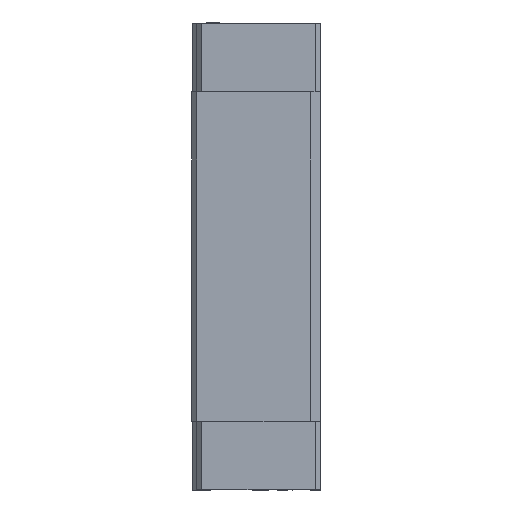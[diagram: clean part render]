
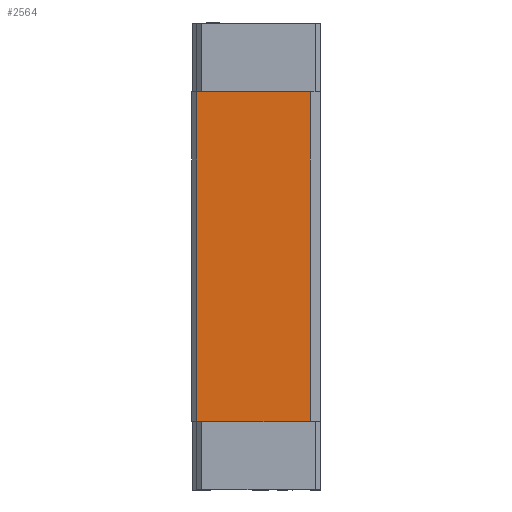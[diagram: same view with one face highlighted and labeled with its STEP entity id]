
A CAD part, left-side view. The second image highlights one B-rep face of the part: STEP entity #2564.
In plain terms, the highlighted planar face has unit normal (-1, 0, 0).
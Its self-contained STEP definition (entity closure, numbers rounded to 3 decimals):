
#2508 = VERTEX_POINT ( 'NONE', #7260 ) ;
#2509 = EDGE_CURVE ( 'NONE', #2527, #2533, #7259, .T. ) ;
#2520 = VERTEX_POINT ( 'NONE', #7312 ) ;
#2527 = VERTEX_POINT ( 'NONE', #7297 ) ;
#2533 = VERTEX_POINT ( 'NONE', #7292 ) ;
#2556 = ORIENTED_EDGE ( 'NONE', *, *, #2509, .T. ) ;
#2557 = ORIENTED_EDGE ( 'NONE', *, *, #2582, .T. ) ;
#2564 = ADVANCED_FACE ( 'NONE', ( #7323 ), #7322, .T. ) ;
#2565 = EDGE_LOOP ( 'NONE', ( #2566, #2567, #2556, #2557 ) ) ;
#2566 = ORIENTED_EDGE ( 'NONE', *, *, #2569, .T. ) ;
#2567 = ORIENTED_EDGE ( 'NONE', *, *, #2577, .T. ) ;
#2569 = EDGE_CURVE ( 'NONE', #2520, #2508, #7317, .T. ) ;
#2577 = EDGE_CURVE ( 'NONE', #2508, #2527, #7368, .T. ) ;
#2582 = EDGE_CURVE ( 'NONE', #2533, #2520, #7360, .T. ) ;
#7256 = DIRECTION ( 'NONE',  ( 0., 0., 1. ) ) ;
#7257 = VECTOR ( 'NONE', #7256, 1000. ) ;
#7258 = CARTESIAN_POINT ( 'NONE',  ( -22., -10.9, -32.6 ) ) ;
#7259 = LINE ( 'NONE', #7258, #7257 ) ;
#7260 = CARTESIAN_POINT ( 'NONE',  ( -22., 11.5, -32.6 ) ) ;
#7292 = CARTESIAN_POINT ( 'NONE',  ( -22., -10.9, 32.6 ) ) ;
#7297 = CARTESIAN_POINT ( 'NONE',  ( -22., -10.9, -32.6 ) ) ;
#7312 = CARTESIAN_POINT ( 'NONE',  ( -22., 11.5, 32.6 ) ) ;
#7314 = DIRECTION ( 'NONE',  ( 0., 0., -1. ) ) ;
#7315 = VECTOR ( 'NONE', #7314, 1000. ) ;
#7316 = CARTESIAN_POINT ( 'NONE',  ( -22., 11.5, -32.6 ) ) ;
#7317 = LINE ( 'NONE', #7316, #7315 ) ;
#7318 = DIRECTION ( 'NONE',  ( 0., 0., 1. ) ) ;
#7319 = DIRECTION ( 'NONE',  ( -1., 0., 0. ) ) ;
#7320 = CARTESIAN_POINT ( 'NONE',  ( -22., 11.5, -32.6 ) ) ;
#7321 = AXIS2_PLACEMENT_3D ( 'NONE', #7320, #7319, #7318 ) ;
#7322 = PLANE ( 'NONE',  #7321 ) ;
#7323 = FACE_OUTER_BOUND ( 'NONE', #2565, .T. ) ;
#7356 = DIRECTION ( 'NONE',  ( 0., 1., 0. ) ) ;
#7357 = VECTOR ( 'NONE', #7356, 1000. ) ;
#7358 = CARTESIAN_POINT ( 'NONE',  ( -22., 11.5, 32.6 ) ) ;
#7360 = LINE ( 'NONE', #7358, #7357 ) ;
#7365 = DIRECTION ( 'NONE',  ( 0., -1., 0. ) ) ;
#7366 = VECTOR ( 'NONE', #7365, 1000. ) ;
#7367 = CARTESIAN_POINT ( 'NONE',  ( -22., 11.5, -32.6 ) ) ;
#7368 = LINE ( 'NONE', #7367, #7366 ) ;
